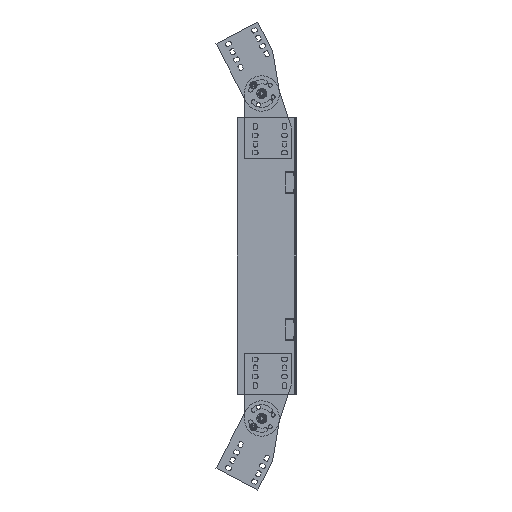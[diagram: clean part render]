
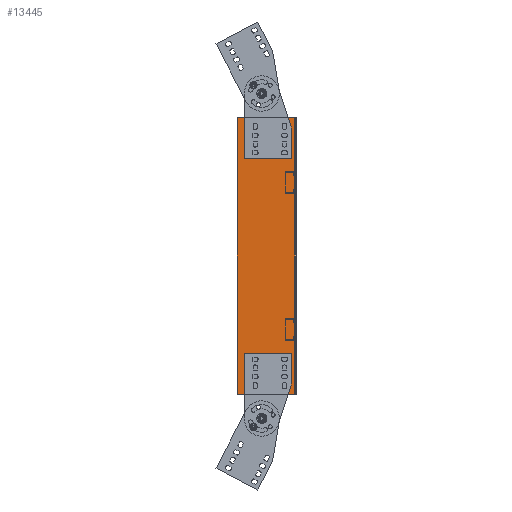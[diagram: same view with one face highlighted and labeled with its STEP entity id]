
A CAD part, left-side view. The second image highlights one B-rep face of the part: STEP entity #13445.
In plain terms, the highlighted planar face has unit normal (-1, 0, 0).
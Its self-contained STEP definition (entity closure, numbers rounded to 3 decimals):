
#1358 = VECTOR ( 'NONE', #3989, 1000. ) ;
#1372 = LINE ( 'NONE', #4016, #1358 ) ;
#1542 = VECTOR ( 'NONE', #4461, 1000. ) ;
#1547 = LINE ( 'NONE', #4468, #1542 ) ;
#1548 = VECTOR ( 'NONE', #4467, 1000. ) ;
#1553 = LINE ( 'NONE', #4473, #1548 ) ;
#1554 = VECTOR ( 'NONE', #4475, 1000. ) ;
#1559 = LINE ( 'NONE', #4484, #1554 ) ;
#1867 = FACE_OUTER_BOUND ( 'NONE', #7930, .T. ) ;
#3989 = DIRECTION ( 'NONE',  ( 0., 0., -1. ) ) ;
#4016 = CARTESIAN_POINT ( 'NONE',  ( -384.243, -13.633, 109.287 ) ) ;
#4461 = DIRECTION ( 'NONE',  ( 0., -1., 0. ) ) ;
#4467 = DIRECTION ( 'NONE',  ( 0., 0., 1. ) ) ;
#4468 = CARTESIAN_POINT ( 'NONE',  ( -384.243, 26.373, 165. ) ) ;
#4473 = CARTESIAN_POINT ( 'NONE',  ( -384.243, 66.367, 109.287 ) ) ;
#4475 = DIRECTION ( 'NONE',  ( 0., -0.309, -0.951 ) ) ;
#4484 = CARTESIAN_POINT ( 'NONE',  ( -384.243, -42.057, 131.521 ) ) ;
#4871 = DIRECTION ( 'NONE',  ( 0., -1., 0. ) ) ;
#4872 = DIRECTION ( 'NONE',  ( 1., 0., 0. ) ) ;
#4874 = PLANE ( 'NONE',  #9829 ) ;
#4884 = CARTESIAN_POINT ( 'NONE',  ( -384.243, 78.367, -235. ) ) ;
#7404 = ORIENTED_EDGE ( 'NONE', *, *, #15321, .T. ) ;
#7405 = ORIENTED_EDGE ( 'NONE', *, *, #15358, .T. ) ;
#7406 = ORIENTED_EDGE ( 'NONE', *, *, #15335, .F. ) ;
#7407 = ORIENTED_EDGE ( 'NONE', *, *, #15307, .F. ) ;
#7408 = ORIENTED_EDGE ( 'NONE', *, *, #15241, .F. ) ;
#7409 = ORIENTED_EDGE ( 'NONE', *, *, #15294, .T. ) ;
#7410 = ORIENTED_EDGE ( 'NONE', *, *, #15301, .F. ) ;
#7411 = ORIENTED_EDGE ( 'NONE', *, *, #15337, .F. ) ;
#7412 = ORIENTED_EDGE ( 'NONE', *, *, #15356, .F. ) ;
#7413 = ORIENTED_EDGE ( 'NONE', *, *, #15319, .T. ) ;
#7414 = ORIENTED_EDGE ( 'NONE', *, *, #15059, .T. ) ;
#7415 = ORIENTED_EDGE ( 'NONE', *, *, #15062, .F. ) ;
#7416 = ORIENTED_EDGE ( 'NONE', *, *, #15170, .T. ) ;
#7417 = ORIENTED_EDGE ( 'NONE', *, *, #15056, .T. ) ;
#7930 = EDGE_LOOP ( 'NONE', ( #7417, #7416, #7415, #7414, #7413, #7412, #7411, #7410, #7409, #7408, #7407, #7406, #7405, #7404 ) ) ;
#9829 = AXIS2_PLACEMENT_3D ( 'NONE', #4884, #4872, #4871 ) ;
#10642 = VERTEX_POINT ( 'NONE', #19849 ) ;
#10718 = VERTEX_POINT ( 'NONE', #19773 ) ;
#10740 = VERTEX_POINT ( 'NONE', #19751 ) ;
#10741 = VERTEX_POINT ( 'NONE', #19750 ) ;
#10745 = VERTEX_POINT ( 'NONE', #19746 ) ;
#10771 = VERTEX_POINT ( 'NONE', #19720 ) ;
#10897 = VERTEX_POINT ( 'NONE', #19594 ) ;
#12965 = VECTOR ( 'NONE', #25584, 1000. ) ;
#12967 = LINE ( 'NONE', #25606, #12965 ) ;
#12971 = LINE ( 'NONE', #25611, #12985 ) ;
#12985 = VECTOR ( 'NONE', #25581, 1000. ) ;
#12989 = VECTOR ( 'NONE', #25620, 1000. ) ;
#12990 = LINE ( 'NONE', #25644, #12989 ) ;
#12991 = VECTOR ( 'NONE', #25660, 1000. ) ;
#12992 = LINE ( 'NONE', #25662, #12991 ) ;
#13003 = VECTOR ( 'NONE', #25713, 1000. ) ;
#13007 = LINE ( 'NONE', #25714, #13014 ) ;
#13014 = VECTOR ( 'NONE', #25717, 1000. ) ;
#13015 = VECTOR ( 'NONE', #25762, 1000. ) ;
#13016 = LINE ( 'NONE', #25534, #13003 ) ;
#13025 = LINE ( 'NONE', #25742, #13015 ) ;
#13026 = LINE ( 'NONE', #25785, #13028 ) ;
#13027 = VECTOR ( 'NONE', #25782, 1000. ) ;
#13028 = VECTOR ( 'NONE', #25766, 1000. ) ;
#13031 = LINE ( 'NONE', #25804, #13027 ) ;
#13115 = VECTOR ( 'NONE', #25674, 1000. ) ;
#13118 = LINE ( 'NONE', #25753, #13115 ) ;
#13445 = ADVANCED_FACE ( 'NONE', ( #1867 ), #4874, .F. ) ;
#15056 = EDGE_CURVE ( 'NONE', #10771, #10642, #1559, .T. ) ;
#15059 = EDGE_CURVE ( 'NONE', #10745, #15413, #1553, .T. ) ;
#15062 = EDGE_CURVE ( 'NONE', #10745, #10741, #1547, .T. ) ;
#15170 = EDGE_CURVE ( 'NONE', #10642, #10741, #1372, .T. ) ;
#15241 = EDGE_CURVE ( 'NONE', #15468, #15431, #13118, .T. ) ;
#15294 = EDGE_CURVE ( 'NONE', #15423, #15431, #13031, .T. ) ;
#15301 = EDGE_CURVE ( 'NONE', #15423, #15599, #13026, .T. ) ;
#15307 = EDGE_CURVE ( 'NONE', #15466, #15468, #13025, .T. ) ;
#15319 = EDGE_CURVE ( 'NONE', #15413, #15627, #13007, .T. ) ;
#15321 = EDGE_CURVE ( 'NONE', #10740, #10771, #13016, .T. ) ;
#15335 = EDGE_CURVE ( 'NONE', #10897, #15466, #12992, .T. ) ;
#15337 = EDGE_CURVE ( 'NONE', #15599, #10718, #12990, .T. ) ;
#15356 = EDGE_CURVE ( 'NONE', #10718, #15627, #12971, .T. ) ;
#15358 = EDGE_CURVE ( 'NONE', #10897, #10740, #12967, .T. ) ;
#15413 = VERTEX_POINT ( 'NONE', #25488 ) ;
#15423 = VERTEX_POINT ( 'NONE', #25392 ) ;
#15431 = VERTEX_POINT ( 'NONE', #25403 ) ;
#15466 = VERTEX_POINT ( 'NONE', #25259 ) ;
#15468 = VERTEX_POINT ( 'NONE', #25779 ) ;
#15599 = VERTEX_POINT ( 'NONE', #24723 ) ;
#15627 = VERTEX_POINT ( 'NONE', #24632 ) ;
#19594 = CARTESIAN_POINT ( 'NONE',  ( -384.243, -19.833, -235. ) ) ;
#19720 = CARTESIAN_POINT ( 'NONE',  ( -384.243, -8.434, 235. ) ) ;
#19746 = CARTESIAN_POINT ( 'NONE',  ( -384.243, 66.367, 165. ) ) ;
#19750 = CARTESIAN_POINT ( 'NONE',  ( -384.243, -13.633, 165. ) ) ;
#19751 = CARTESIAN_POINT ( 'NONE',  ( -384.243, -19.833, 235. ) ) ;
#19773 = CARTESIAN_POINT ( 'NONE',  ( -384.243, 78.367, -235. ) ) ;
#19849 = CARTESIAN_POINT ( 'NONE',  ( -384.243, -13.633, 219. ) ) ;
#24632 = CARTESIAN_POINT ( 'NONE',  ( -384.243, 78.367, 235. ) ) ;
#24723 = CARTESIAN_POINT ( 'NONE',  ( -384.243, 66.367, -235. ) ) ;
#25259 = CARTESIAN_POINT ( 'NONE',  ( -384.243, -8.434, -235. ) ) ;
#25392 = CARTESIAN_POINT ( 'NONE',  ( -384.243, 66.367, -165. ) ) ;
#25403 = CARTESIAN_POINT ( 'NONE',  ( -384.243, -13.633, -165. ) ) ;
#25488 = CARTESIAN_POINT ( 'NONE',  ( -384.243, 66.367, 235. ) ) ;
#25534 = CARTESIAN_POINT ( 'NONE',  ( -384.243, 78.367, 235. ) ) ;
#25581 = DIRECTION ( 'NONE',  ( 0., 0., 1. ) ) ;
#25584 = DIRECTION ( 'NONE',  ( 0., 0., 1. ) ) ;
#25606 = CARTESIAN_POINT ( 'NONE',  ( -384.243, -19.833, -235. ) ) ;
#25611 = CARTESIAN_POINT ( 'NONE',  ( -384.243, 78.367, -235. ) ) ;
#25620 = DIRECTION ( 'NONE',  ( 0., 1., 0. ) ) ;
#25644 = CARTESIAN_POINT ( 'NONE',  ( -384.243, 78.367, -235. ) ) ;
#25660 = DIRECTION ( 'NONE',  ( 0., 1., 0. ) ) ;
#25662 = CARTESIAN_POINT ( 'NONE',  ( -384.243, 78.367, -235. ) ) ;
#25674 = DIRECTION ( 'NONE',  ( 0., 0., 1. ) ) ;
#25713 = DIRECTION ( 'NONE',  ( 0., 1., 0. ) ) ;
#25714 = CARTESIAN_POINT ( 'NONE',  ( -384.243, 78.367, 235. ) ) ;
#25717 = DIRECTION ( 'NONE',  ( 0., 1., 0. ) ) ;
#25742 = CARTESIAN_POINT ( 'NONE',  ( -384.243, -42.057, -131.521 ) ) ;
#25753 = CARTESIAN_POINT ( 'NONE',  ( -384.243, -13.633, -109.287 ) ) ;
#25762 = DIRECTION ( 'NONE',  ( 0., -0.309, 0.951 ) ) ;
#25766 = DIRECTION ( 'NONE',  ( 0., 0., -1. ) ) ;
#25779 = CARTESIAN_POINT ( 'NONE',  ( -384.243, -13.633, -219. ) ) ;
#25782 = DIRECTION ( 'NONE',  ( 0., -1., 0. ) ) ;
#25785 = CARTESIAN_POINT ( 'NONE',  ( -384.243, 66.367, -109.287 ) ) ;
#25804 = CARTESIAN_POINT ( 'NONE',  ( -384.243, 26.373, -165. ) ) ;
